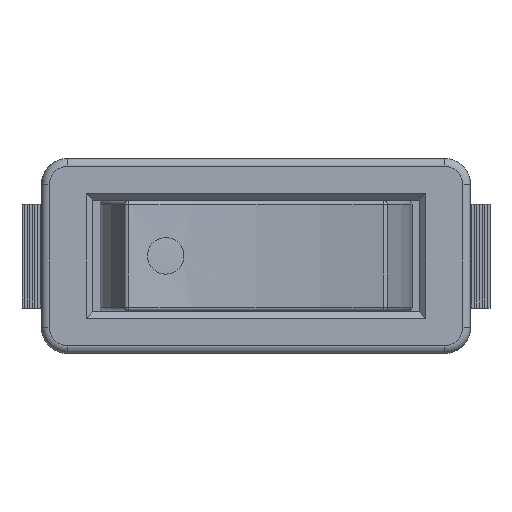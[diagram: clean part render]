
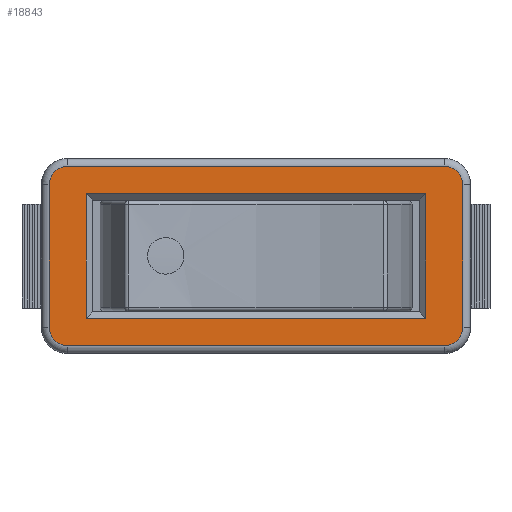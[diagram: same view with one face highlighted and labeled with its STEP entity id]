
A CAD part, top view. The second image highlights one B-rep face of the part: STEP entity #18843.
In plain terms, the highlighted planar face has unit normal (0, 0, 1).
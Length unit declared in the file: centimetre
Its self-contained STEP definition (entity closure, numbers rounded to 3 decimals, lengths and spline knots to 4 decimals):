
#1069=FACE_BOUND('',#3180,.T.);
#2069=FACE_OUTER_BOUND('',#3179,.T.);
#3179=EDGE_LOOP('',(#17026,#17027,#17028,#17029,#17030,#17031,#17032,#17033));
#3180=EDGE_LOOP('',(#17034,#17035,#17036,#17037));
#3348=CIRCLE('',#19723,0.14);
#3349=CIRCLE('',#19724,0.14);
#3350=CIRCLE('',#19725,0.14);
#3351=CIRCLE('',#19726,0.14);
#5291=LINE('',#32656,#7256);
#5295=LINE('',#32663,#7260);
#5298=LINE('',#32669,#7263);
#5300=LINE('',#32672,#7265);
#5306=LINE('',#32686,#7271);
#5307=LINE('',#32690,#7272);
#5308=LINE('',#32694,#7273);
#5309=LINE('',#32698,#7274);
#7256=VECTOR('',#23361,1.);
#7260=VECTOR('',#23367,1.);
#7263=VECTOR('',#23372,1.);
#7265=VECTOR('',#23376,1.);
#7271=VECTOR('',#23388,1.);
#7272=VECTOR('',#23391,1.);
#7273=VECTOR('',#23394,1.);
#7274=VECTOR('',#23397,1.);
#9049=VERTEX_POINT('',#32653);
#9050=VERTEX_POINT('',#32655);
#9052=VERTEX_POINT('',#32661);
#9054=VERTEX_POINT('',#32667);
#9058=VERTEX_POINT('',#32684);
#9059=VERTEX_POINT('',#32685);
#9060=VERTEX_POINT('',#32687);
#9061=VERTEX_POINT('',#32689);
#9062=VERTEX_POINT('',#32691);
#9063=VERTEX_POINT('',#32693);
#9064=VERTEX_POINT('',#32695);
#9065=VERTEX_POINT('',#32697);
#11729=EDGE_CURVE('',#9049,#9050,#5291,.T.);
#11733=EDGE_CURVE('',#9052,#9049,#5295,.T.);
#11736=EDGE_CURVE('',#9054,#9052,#5298,.T.);
#11738=EDGE_CURVE('',#9050,#9054,#5300,.T.);
#11744=EDGE_CURVE('',#9058,#9059,#5306,.T.);
#11745=EDGE_CURVE('',#9060,#9058,#3348,.T.);
#11746=EDGE_CURVE('',#9061,#9060,#5307,.T.);
#11747=EDGE_CURVE('',#9062,#9061,#3349,.T.);
#11748=EDGE_CURVE('',#9063,#9062,#5308,.T.);
#11749=EDGE_CURVE('',#9064,#9063,#3350,.T.);
#11750=EDGE_CURVE('',#9065,#9064,#5309,.T.);
#11751=EDGE_CURVE('',#9059,#9065,#3351,.T.);
#17026=ORIENTED_EDGE('',*,*,#11744,.F.);
#17027=ORIENTED_EDGE('',*,*,#11745,.F.);
#17028=ORIENTED_EDGE('',*,*,#11746,.F.);
#17029=ORIENTED_EDGE('',*,*,#11747,.F.);
#17030=ORIENTED_EDGE('',*,*,#11748,.F.);
#17031=ORIENTED_EDGE('',*,*,#11749,.F.);
#17032=ORIENTED_EDGE('',*,*,#11750,.F.);
#17033=ORIENTED_EDGE('',*,*,#11751,.F.);
#17034=ORIENTED_EDGE('',*,*,#11729,.F.);
#17035=ORIENTED_EDGE('',*,*,#11733,.F.);
#17036=ORIENTED_EDGE('',*,*,#11736,.F.);
#17037=ORIENTED_EDGE('',*,*,#11738,.F.);
#17840=PLANE('',#19722);
#18843=ADVANCED_FACE('',(#2069,#1069),#17840,.T.);
#19722=AXIS2_PLACEMENT_3D('',#32683,#23386,#23387);
#19723=AXIS2_PLACEMENT_3D('',#32688,#23389,#23390);
#19724=AXIS2_PLACEMENT_3D('',#32692,#23392,#23393);
#19725=AXIS2_PLACEMENT_3D('',#32696,#23395,#23396);
#19726=AXIS2_PLACEMENT_3D('',#32699,#23398,#23399);
#23361=DIRECTION('',(1.,0.,0.));
#23367=DIRECTION('',(0.,-1.,0.));
#23372=DIRECTION('',(-1.,0.,0.));
#23376=DIRECTION('',(0.,1.,0.));
#23386=DIRECTION('center_axis',(0.,0.,
1.));
#23387=DIRECTION('ref_axis',(1.,0.,0.));
#23388=DIRECTION('',(0.,1.,0.));
#23389=DIRECTION('center_axis',(0.,0.,
-1.));
#23390=DIRECTION('ref_axis',(-0.707,-0.707,0.));
#23391=DIRECTION('',(-1.,0.,0.));
#23392=DIRECTION('center_axis',(0.,0.,
-1.));
#23393=DIRECTION('ref_axis',(0.707,-0.707,0.));
#23394=DIRECTION('',(0.,-1.,0.));
#23395=DIRECTION('center_axis',(0.,0.,
-1.));
#23396=DIRECTION('ref_axis',(0.707,0.707,0.));
#23397=DIRECTION('',(1.,0.,0.));
#23398=DIRECTION('center_axis',(0.,0.,
-1.));
#23399=DIRECTION('ref_axis',(-0.707,0.707,0.));
#32653=CARTESIAN_POINT('',(-1.305,-0.48,1.9));
#32655=CARTESIAN_POINT('',(1.305,-0.48,1.9));
#32656=CARTESIAN_POINT('',(0.6775,-0.48,1.9));
#32661=CARTESIAN_POINT('',(-1.305,0.48,1.9));
#32663=CARTESIAN_POINT('',(-1.305,-0.265,1.9));
#32667=CARTESIAN_POINT('',(1.305,0.48,1.9));
#32669=CARTESIAN_POINT('',(-0.6775,0.48,1.9));
#32672=CARTESIAN_POINT('',(1.305,0.265,1.9));
#32683=CARTESIAN_POINT('Origin',(0.,0.,
1.9));
#32684=CARTESIAN_POINT('',(-1.59,-0.55,1.9));
#32685=CARTESIAN_POINT('',(-1.59,0.55,1.9));
#32686=CARTESIAN_POINT('',(-1.59,-0.275,1.9));
#32687=CARTESIAN_POINT('',(-1.45,-0.69,1.9));
#32688=CARTESIAN_POINT('Origin',(-1.45,-0.55,1.9));
#32689=CARTESIAN_POINT('',(1.45,-0.69,1.9));
#32690=CARTESIAN_POINT('',(0.725,-0.69,1.9));
#32691=CARTESIAN_POINT('',(1.59,-0.55,1.9));
#32692=CARTESIAN_POINT('Origin',(1.45,-0.55,1.9));
#32693=CARTESIAN_POINT('',(1.59,0.55,1.9));
#32694=CARTESIAN_POINT('',(1.59,0.275,1.9));
#32695=CARTESIAN_POINT('',(1.45,0.69,1.9));
#32696=CARTESIAN_POINT('Origin',(1.45,0.55,1.9));
#32697=CARTESIAN_POINT('',(-1.45,0.69,1.9));
#32698=CARTESIAN_POINT('',(-0.725,0.69,1.9));
#32699=CARTESIAN_POINT('Origin',(-1.45,0.55,1.9));
